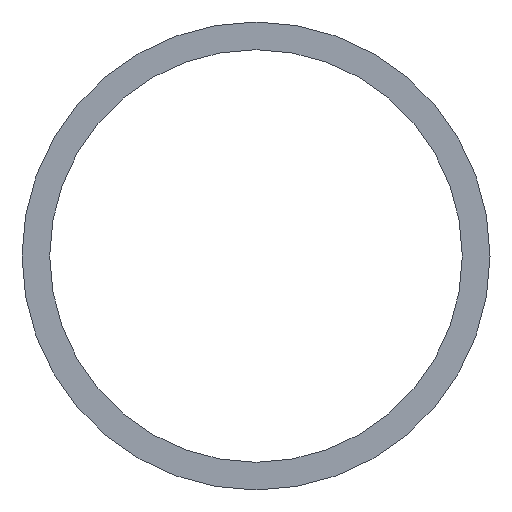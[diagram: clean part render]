
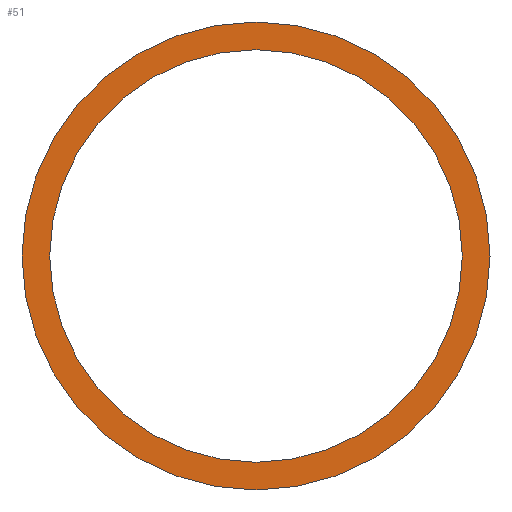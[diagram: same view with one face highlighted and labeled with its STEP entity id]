
A CAD part, left-side view. The second image highlights one B-rep face of the part: STEP entity #51.
In plain terms, the highlighted planar face has unit normal (-1, 0, 0).
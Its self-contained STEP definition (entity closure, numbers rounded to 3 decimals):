
#51 = ADVANCED_FACE( '', ( #121, #122 ), #123, .F. );
#57 = VERTEX_POINT( '', #130 );
#63 = VERTEX_POINT( '', #137 );
#67 = VERTEX_POINT( '', #141 );
#69 = EDGE_CURVE( '', #63, #67, #143, .T. );
#71 = VERTEX_POINT( '', #145 );
#93 = EDGE_CURVE( '', #57, #71, #171, .T. );
#99 = EDGE_CURVE( '', #71, #57, #177, .T. );
#103 = EDGE_CURVE( '', #67, #63, #181, .T. );
#121 = FACE_OUTER_BOUND( '', #189, .T. );
#122 = FACE_BOUND( '', #190, .T. );
#123 = PLANE( '', #191 );
#130 = CARTESIAN_POINT( '', ( 0., 0., -200. ) );
#137 = CARTESIAN_POINT( '', ( 0., 0., 176.3 ) );
#141 = CARTESIAN_POINT( '', ( 0., 0., -176.3 ) );
#143 = CIRCLE( '', #213, 176.3 );
#145 = CARTESIAN_POINT( '', ( 0., 0., 200. ) );
#171 = CIRCLE( '', #249, 200. );
#177 = CIRCLE( '', #257, 200. );
#181 = CIRCLE( '', #264, 176.3 );
#189 = EDGE_LOOP( '', ( #267, #268 ) );
#190 = EDGE_LOOP( '', ( #269, #270 ) );
#191 = AXIS2_PLACEMENT_3D( '', #271, #272, #273 );
#213 = AXIS2_PLACEMENT_3D( '', #297, #298, #299 );
#249 = AXIS2_PLACEMENT_3D( '', #330, #331, #332 );
#257 = AXIS2_PLACEMENT_3D( '', #336, #337, #338 );
#264 = AXIS2_PLACEMENT_3D( '', #340, #341, #342 );
#267 = ORIENTED_EDGE( '', *, *, #93, .F. );
#268 = ORIENTED_EDGE( '', *, *, #99, .F. );
#269 = ORIENTED_EDGE( '', *, *, #103, .T. );
#270 = ORIENTED_EDGE( '', *, *, #69, .T. );
#271 = CARTESIAN_POINT( '', ( 0., 0., 0. ) );
#272 = DIRECTION( '', ( 1., 0., 0. ) );
#273 = DIRECTION( '', ( 0., 0., -1. ) );
#297 = CARTESIAN_POINT( '', ( 0., 0., 0. ) );
#298 = DIRECTION( '', ( 1., 0., 0. ) );
#299 = DIRECTION( '', ( 0., 0., -1. ) );
#330 = CARTESIAN_POINT( '', ( 0., 0., 0. ) );
#331 = DIRECTION( '', ( 1., 0., 0. ) );
#332 = DIRECTION( '', ( 0., 0., -1. ) );
#336 = CARTESIAN_POINT( '', ( 0., 0., 0. ) );
#337 = DIRECTION( '', ( 1., 0., 0. ) );
#338 = DIRECTION( '', ( 0., 0., -1. ) );
#340 = CARTESIAN_POINT( '', ( 0., 0., 0. ) );
#341 = DIRECTION( '', ( 1., 0., 0. ) );
#342 = DIRECTION( '', ( 0., 0., -1. ) );
